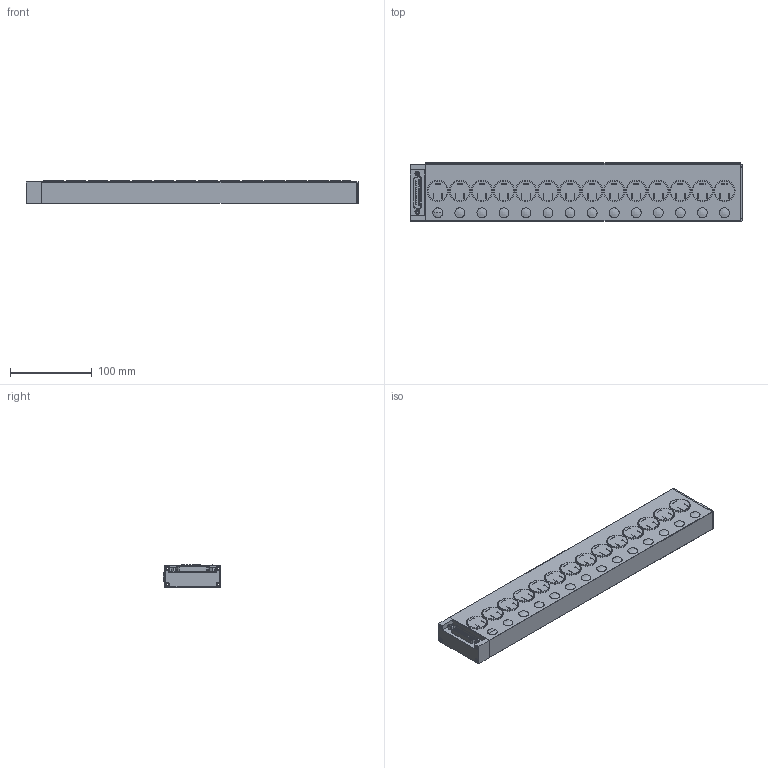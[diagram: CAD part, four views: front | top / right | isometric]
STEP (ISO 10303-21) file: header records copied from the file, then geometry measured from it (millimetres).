
FILE_DESCRIPTION (( 'STEP AP203' ), '1' );
FILE_NAME ('MCS411-T14.STEP', '2011-11-02T00:57:57', ( 'yrd6' ), ( 'Hewlett-Packard Company' ), 'SwSTEP 2.0', 'SolidWorks 2008', '' );
FILE_SCHEMA (( 'CONFIG_CONTROL_DESIGN' ));
Length unit declared in the file: millimetre
Products named in the file (5): MCS411-T14; MCS400_NEW TYPE; CONNECTOR_single; CAP_晦獄 撲薑; MCS400-JM
Assembly tree (4 placements, depth 2):
  MCS411-T14
    MCS400_NEW TYPE
    CONNECTOR_single
    MCS400-JM
    CAP_晦獄 撲薑
Bounding box: 406.51 x 71 x 27.5 mm (x, y, z)
Volume: 192353.5 mm3; surface area: 188717.6 mm2
Topology: 4 solids, 4 shells, 770 faces, 1857 edges, 1205 vertices
Faces by surface type: plane 410, cylinder 259, torus 52, bspline 27, cone 20, sphere 2
Entity records: 25960 total; most frequent: CARTESIAN_POINT 7006, DIRECTION 3929, ORIENTED_EDGE 3706, EDGE_CURVE 1853, AXIS2_PLACEMENT_3D 1378, VERTEX_POINT 1205, LINE 1173, VECTOR 1173
